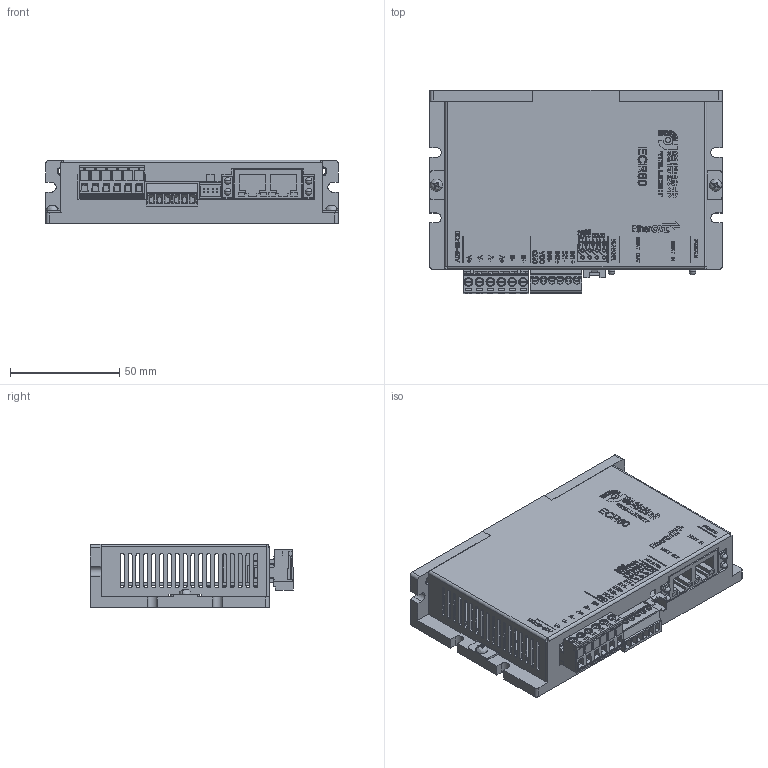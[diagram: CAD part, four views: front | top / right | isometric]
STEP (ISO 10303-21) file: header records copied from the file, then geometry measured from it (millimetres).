
FILE_DESCRIPTION((''),'2;1');
FILE_NAME('RT-ECR60','2025-12-20T15:45:21',('ruiwe'),(''),'CREO PARAMETRIC BY PTC INC, 2021063','CREO PARAMETRIC BY PTC INC, 2021063','');
FILE_SCHEMA(('CONFIG_CONTROL_DESIGN','SHAPE_APPEARANCE_LAYERS_GROUPS'));
Products named in the file (1): RT-ECR60
Bounding box: 134 x 93.33 x 29.08 mm (x, y, z)
Volume: 106600.5 mm3; surface area: 94414.6 mm2
Topology: 7 solids, 323 shells, 3853 faces, 14302 edges, 10854 vertices
Faces by surface type: plane 2310, cylinder 1045, bspline 235, torus 110, cone 109, sphere 44
Entity records: 200158 total; most frequent: CARTESIAN_POINT 58823, ORIENTED_EDGE 23810, DIRECTION 20069, EDGE_CURVE 14262, VERTEX_POINT 10892, VECTOR 9023, LINE 9023, PRESENTATION_STYLE_ASSIGNMENT 7195
